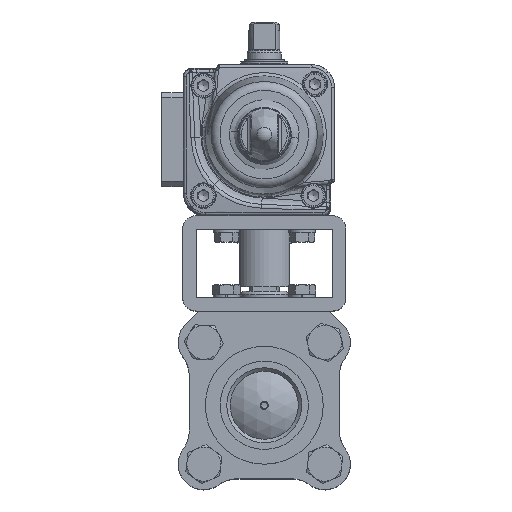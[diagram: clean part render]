
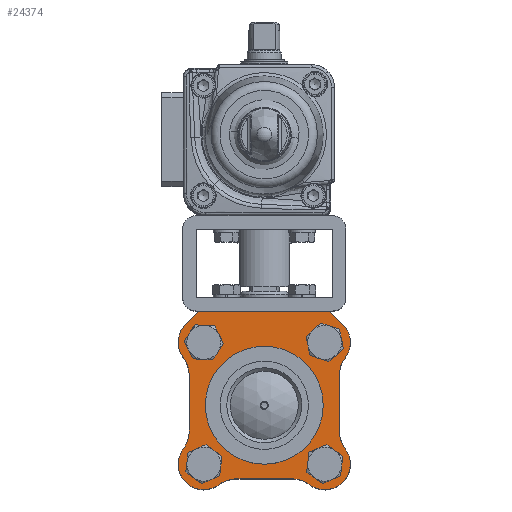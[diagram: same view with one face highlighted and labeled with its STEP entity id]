
A CAD part, top view. The second image highlights one B-rep face of the part: STEP entity #24374.
In plain terms, the highlighted planar face has unit normal (0, 0, 1).
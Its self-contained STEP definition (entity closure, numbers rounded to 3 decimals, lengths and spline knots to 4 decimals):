
#1437=FACE_BOUND('',#7277,.T.);
#1438=FACE_BOUND('',#7278,.T.);
#1439=FACE_BOUND('',#7279,.T.);
#1440=FACE_BOUND('',#7280,.T.);
#1441=FACE_BOUND('',#7281,.T.);
#2390=LINE('',#39649,#3860);
#2391=LINE('',#39651,#3861);
#2392=LINE('',#39653,#3862);
#2393=LINE('',#39659,#3863);
#2394=LINE('',#39667,#3864);
#2395=LINE('',#39674,#3865);
#3860=VECTOR('',#29110,0.3937);
#3861=VECTOR('',#29111,0.3937);
#3862=VECTOR('',#29112,0.3937);
#3863=VECTOR('',#29117,0.3937);
#3864=VECTOR('',#29124,0.3937);
#3865=VECTOR('',#29131,0.3937);
#5266=PLANE('',#25960);
#5954=FACE_OUTER_BOUND('',#7276,.T.);
#7276=EDGE_LOOP('',(#17731,#17732,#17733,#17734,#17735,#17736,#17737,#17738,
#17739,#17740,#17741,#17742,#17743,#17744,#17745,#17746));
#7277=EDGE_LOOP('',(#17747));
#7278=EDGE_LOOP('',(#17748));
#7279=EDGE_LOOP('',(#17749));
#7280=EDGE_LOOP('',(#17750));
#7281=EDGE_LOOP('',(#17751));
#8611=CIRCLE('',#25961,0.5);
#8612=CIRCLE('',#25962,0.47);
#8613=CIRCLE('',#25963,0.47);
#8614=CIRCLE('',#25964,0.5);
#8615=CIRCLE('',#25965,0.5);
#8616=CIRCLE('',#25966,0.47);
#8617=CIRCLE('',#25967,0.5);
#8618=CIRCLE('',#25968,0.5);
#8619=CIRCLE('',#25969,0.47);
#8620=CIRCLE('',#25970,0.5);
#8621=CIRCLE('',#25971,0.75);
#8622=CIRCLE('',#25972,0.234);
#8623=CIRCLE('',#25973,0.234);
#8624=CIRCLE('',#25974,0.234);
#8625=CIRCLE('',#25975,0.234);
#10226=VERTEX_POINT('',#39643);
#10227=VERTEX_POINT('',#39644);
#10228=VERTEX_POINT('',#39646);
#10229=VERTEX_POINT('',#39648);
#10230=VERTEX_POINT('',#39650);
#10231=VERTEX_POINT('',#39652);
#10232=VERTEX_POINT('',#39654);
#10233=VERTEX_POINT('',#39656);
#10234=VERTEX_POINT('',#39658);
#10235=VERTEX_POINT('',#39660);
#10236=VERTEX_POINT('',#39662);
#10237=VERTEX_POINT('',#39664);
#10238=VERTEX_POINT('',#39666);
#10239=VERTEX_POINT('',#39668);
#10240=VERTEX_POINT('',#39670);
#10241=VERTEX_POINT('',#39672);
#10242=VERTEX_POINT('',#39675);
#10243=VERTEX_POINT('',#39677);
#10244=VERTEX_POINT('',#39679);
#10245=VERTEX_POINT('',#39681);
#10246=VERTEX_POINT('',#39683);
#13183=EDGE_CURVE('',#10226,#10227,#8611,.T.);
#13184=EDGE_CURVE('',#10227,#10228,#8612,.T.);
#13185=EDGE_CURVE('',#10228,#10229,#2390,.T.);
#13186=EDGE_CURVE('',#10229,#10230,#2391,.T.);
#13187=EDGE_CURVE('',#10230,#10231,#2392,.T.);
#13188=EDGE_CURVE('',#10231,#10232,#8613,.T.);
#13189=EDGE_CURVE('',#10232,#10233,#8614,.T.);
#13190=EDGE_CURVE('',#10233,#10234,#2393,.T.);
#13191=EDGE_CURVE('',#10234,#10235,#8615,.T.);
#13192=EDGE_CURVE('',#10235,#10236,#8616,.T.);
#13193=EDGE_CURVE('',#10236,#10237,#8617,.T.);
#13194=EDGE_CURVE('',#10237,#10238,#2394,.T.);
#13195=EDGE_CURVE('',#10238,#10239,#8618,.T.);
#13196=EDGE_CURVE('',#10239,#10240,#8619,.T.);
#13197=EDGE_CURVE('',#10240,#10241,#8620,.T.);
#13198=EDGE_CURVE('',#10241,#10226,#2395,.T.);
#13199=EDGE_CURVE('',#10242,#10242,#8621,.T.);
#13200=EDGE_CURVE('',#10243,#10243,#8622,.T.);
#13201=EDGE_CURVE('',#10244,#10244,#8623,.T.);
#13202=EDGE_CURVE('',#10245,#10245,#8624,.T.);
#13203=EDGE_CURVE('',#10246,#10246,#8625,.T.);
#17731=ORIENTED_EDGE('',*,*,#13183,.T.);
#17732=ORIENTED_EDGE('',*,*,#13184,.T.);
#17733=ORIENTED_EDGE('',*,*,#13185,.T.);
#17734=ORIENTED_EDGE('',*,*,#13186,.T.);
#17735=ORIENTED_EDGE('',*,*,#13187,.T.);
#17736=ORIENTED_EDGE('',*,*,#13188,.T.);
#17737=ORIENTED_EDGE('',*,*,#13189,.T.);
#17738=ORIENTED_EDGE('',*,*,#13190,.T.);
#17739=ORIENTED_EDGE('',*,*,#13191,.T.);
#17740=ORIENTED_EDGE('',*,*,#13192,.T.);
#17741=ORIENTED_EDGE('',*,*,#13193,.T.);
#17742=ORIENTED_EDGE('',*,*,#13194,.T.);
#17743=ORIENTED_EDGE('',*,*,#13195,.T.);
#17744=ORIENTED_EDGE('',*,*,#13196,.T.);
#17745=ORIENTED_EDGE('',*,*,#13197,.T.);
#17746=ORIENTED_EDGE('',*,*,#13198,.T.);
#17747=ORIENTED_EDGE('',*,*,#13199,.T.);
#17748=ORIENTED_EDGE('',*,*,#13200,.T.);
#17749=ORIENTED_EDGE('',*,*,#13201,.T.);
#17750=ORIENTED_EDGE('',*,*,#13202,.T.);
#17751=ORIENTED_EDGE('',*,*,#13203,.T.);
#24374=ADVANCED_FACE('',(#5954,#1437,#1438,#1439,#1440,#1441),#5266,.F.);
#25960=AXIS2_PLACEMENT_3D('',#39642,#29104,#29105);
#25961=AXIS2_PLACEMENT_3D('',#39645,#29106,#29107);
#25962=AXIS2_PLACEMENT_3D('',#39647,#29108,#29109);
#25963=AXIS2_PLACEMENT_3D('',#39655,#29113,#29114);
#25964=AXIS2_PLACEMENT_3D('',#39657,#29115,#29116);
#25965=AXIS2_PLACEMENT_3D('',#39661,#29118,#29119);
#25966=AXIS2_PLACEMENT_3D('',#39663,#29120,#29121);
#25967=AXIS2_PLACEMENT_3D('',#39665,#29122,#29123);
#25968=AXIS2_PLACEMENT_3D('',#39669,#29125,#29126);
#25969=AXIS2_PLACEMENT_3D('',#39671,#29127,#29128);
#25970=AXIS2_PLACEMENT_3D('',#39673,#29129,#29130);
#25971=AXIS2_PLACEMENT_3D('',#39676,#29132,#29133);
#25972=AXIS2_PLACEMENT_3D('',#39678,#29134,#29135);
#25973=AXIS2_PLACEMENT_3D('',#39680,#29136,#29137);
#25974=AXIS2_PLACEMENT_3D('',#39682,#29138,#29139);
#25975=AXIS2_PLACEMENT_3D('',#39684,#29140,#29141);
#29104=DIRECTION('center_axis',(0.,0.,
-1.));
#29105=DIRECTION('ref_axis',(-1.,0.,0.));
#29106=DIRECTION('center_axis',(0.,0.,
-1.));
#29107=DIRECTION('ref_axis',(1.,0.,0.));
#29108=DIRECTION('center_axis',(0.,0.,
1.));
#29109=DIRECTION('ref_axis',(0.707,0.707,0.));
#29110=DIRECTION('',(-0.707,0.707,0.));
#29111=DIRECTION('',(-1.,0.,0.));
#29112=DIRECTION('',(-0.707,-0.707,0.));
#29113=DIRECTION('center_axis',(0.,0.,
1.));
#29114=DIRECTION('ref_axis',(-0.794,-0.608,0.));
#29115=DIRECTION('center_axis',(0.,0.,
-1.));
#29116=DIRECTION('ref_axis',(-0.794,-0.608,0.));
#29117=DIRECTION('',(0.,-1.,0.));
#29118=DIRECTION('center_axis',(0.,0.,
-1.));
#29119=DIRECTION('ref_axis',(-1.,0.,0.));
#29120=DIRECTION('center_axis',(0.,0.,
1.));
#29121=DIRECTION('ref_axis',(0.608,-0.794,0.));
#29122=DIRECTION('center_axis',(0.,0.,
-1.));
#29123=DIRECTION('ref_axis',(0.608,-0.794,0.));
#29124=DIRECTION('',(1.,0.,0.));
#29125=DIRECTION('center_axis',(0.,0.,
-1.));
#29126=DIRECTION('ref_axis',(0.,-1.,0.));
#29127=DIRECTION('center_axis',(0.,0.,
1.));
#29128=DIRECTION('ref_axis',(0.794,0.608,0.));
#29129=DIRECTION('center_axis',(0.,0.,
-1.));
#29130=DIRECTION('ref_axis',(0.794,0.608,0.));
#29131=DIRECTION('',(0.,1.,0.));
#29132=DIRECTION('center_axis',(0.,0.,
-1.));
#29133=DIRECTION('ref_axis',(1.,0.,0.));
#29134=DIRECTION('center_axis',(0.,0.,
-1.));
#29135=DIRECTION('ref_axis',(1.,0.,0.));
#29136=DIRECTION('center_axis',(0.,0.,
-1.));
#29137=DIRECTION('ref_axis',(1.,0.,0.));
#29138=DIRECTION('center_axis',(0.,0.,
-1.));
#29139=DIRECTION('ref_axis',(1.,0.,0.));
#29140=DIRECTION('center_axis',(0.,0.,
-1.));
#29141=DIRECTION('ref_axis',(1.,0.,0.));
#39642=CARTESIAN_POINT('Origin',(0.,0.,
1.38));
#39643=CARTESIAN_POINT('',(1.38,0.5651,1.38));
#39644=CARTESIAN_POINT('',(1.4831,0.8692,1.38));
#39645=CARTESIAN_POINT('Origin',(1.88,0.5651,1.38));
#39646=CARTESIAN_POINT('',(1.4423,1.4873,1.38));
#39647=CARTESIAN_POINT('Origin',(1.11,1.155,1.38));
#39648=CARTESIAN_POINT('',(1.1997,1.73,1.38));
#39649=CARTESIAN_POINT('',(1.3323,1.5974,1.38));
#39650=CARTESIAN_POINT('',(-1.1997,1.73,1.38));
#39651=CARTESIAN_POINT('',(-0.5998,1.73,1.38));
#39652=CARTESIAN_POINT('',(-1.4423,1.4873,1.38));
#39653=CARTESIAN_POINT('',(-1.4536,1.4761,1.38));
#39654=CARTESIAN_POINT('',(-1.4831,0.8692,1.38));
#39655=CARTESIAN_POINT('Origin',(-1.11,1.155,1.38));
#39656=CARTESIAN_POINT('',(-1.38,0.5651,1.38));
#39657=CARTESIAN_POINT('Origin',(-1.88,0.5651,1.38));
#39658=CARTESIAN_POINT('',(-1.38,-0.4901,1.38));
#39659=CARTESIAN_POINT('',(-1.38,-0.245,1.38));
#39660=CARTESIAN_POINT('',(-1.4831,-0.7942,1.38));
#39661=CARTESIAN_POINT('Origin',(-1.88,-0.4901,1.38));
#39662=CARTESIAN_POINT('',(-0.8242,-1.4531,1.38));
#39663=CARTESIAN_POINT('Origin',(-1.11,-1.08,1.38));
#39664=CARTESIAN_POINT('',(-0.5201,-1.35,1.38));
#39665=CARTESIAN_POINT('Origin',(-0.5201,-1.85,1.38));
#39666=CARTESIAN_POINT('',(0.5201,-1.35,1.38));
#39667=CARTESIAN_POINT('',(0.26,-1.35,1.38));
#39668=CARTESIAN_POINT('',(0.8242,-1.4531,1.38));
#39669=CARTESIAN_POINT('Origin',(0.5201,-1.85,1.38));
#39670=CARTESIAN_POINT('',(1.4831,-0.7942,1.38));
#39671=CARTESIAN_POINT('Origin',(1.11,-1.08,1.38));
#39672=CARTESIAN_POINT('',(1.38,-0.4901,1.38));
#39673=CARTESIAN_POINT('Origin',(1.88,-0.4901,1.38));
#39674=CARTESIAN_POINT('',(1.38,0.2825,1.38));
#39675=CARTESIAN_POINT('',(-0.75,0.,1.38));
#39676=CARTESIAN_POINT('Origin',(0.,0.,
1.38));
#39677=CARTESIAN_POINT('',(-0.876,-1.08,1.38));
#39678=CARTESIAN_POINT('Origin',(-1.11,-1.08,1.38));
#39679=CARTESIAN_POINT('',(1.344,1.155,1.38));
#39680=CARTESIAN_POINT('Origin',(1.11,1.155,1.38));
#39681=CARTESIAN_POINT('',(-0.876,1.155,1.38));
#39682=CARTESIAN_POINT('Origin',(-1.11,1.155,1.38));
#39683=CARTESIAN_POINT('',(1.344,-1.08,1.38));
#39684=CARTESIAN_POINT('Origin',(1.11,-1.08,1.38));
